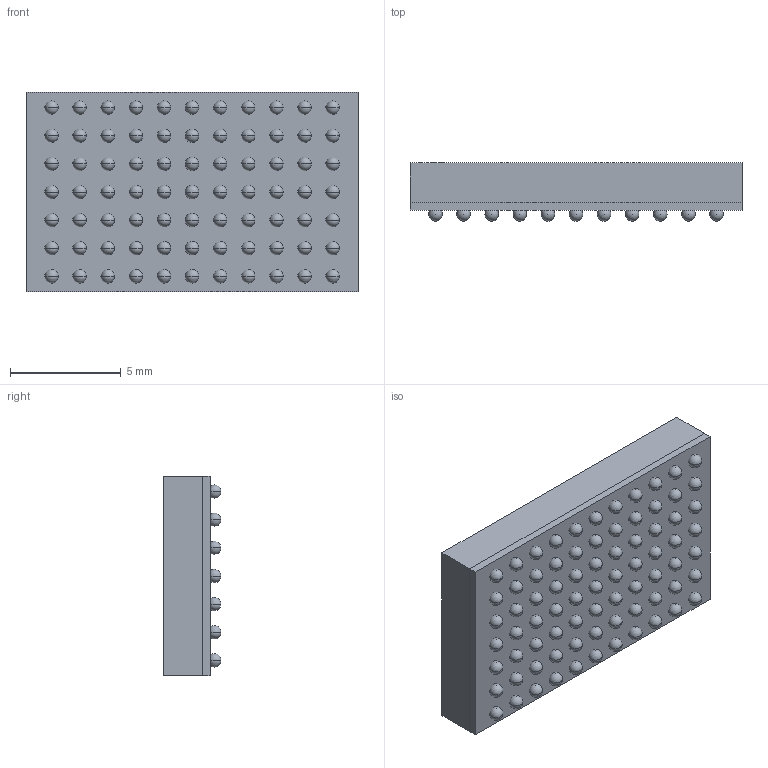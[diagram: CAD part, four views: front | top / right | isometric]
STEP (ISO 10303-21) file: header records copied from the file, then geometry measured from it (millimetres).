
FILE_DESCRIPTION (( 'STEP AP214' ), '1' );
FILE_NAME ( 'BGA_77_CP127_11X7_1500X900X262B75N.STEP', '2019-01-31T21:01:41', ( '' ), ( '' ), 'Part was generated with the free Library Expert Lite available at www.PCBLibraries.com. Removing line will violate the End User License Agreement.', '©2017 PCB Libraries, Inc.', '' );
FILE_SCHEMA (( 'AUTOMOTIVE_DESIGN' ));
Length unit declared in the file: millimetre
Products named in the file (1): BGA_77_CP127_11X7_1500X900X262B75N
Bounding box: 15 x 2.62 x 9 mm (x, y, z)
Volume: 296.9 mm3; surface area: 732.4 mm2
Topology: 79 solids, 79 shells, 169 faces, 569 edges, 405 vertices
Faces by surface type: sphere 154, plane 13, torus 2
Entity records: 4640 total; most frequent: DIRECTION 684, CARTESIAN_POINT 528, ORIENTED_EDGE 368, AXIS2_PLACEMENT_3D 330, STYLED_ITEM 249, PRESENTATION_LAYER_ASSIGNMENT 249, MECHANICAL_DESIGN_GEOMETRIC_PRESENTATION_REPRESENTATION 249, EDGE_CURVE 184
